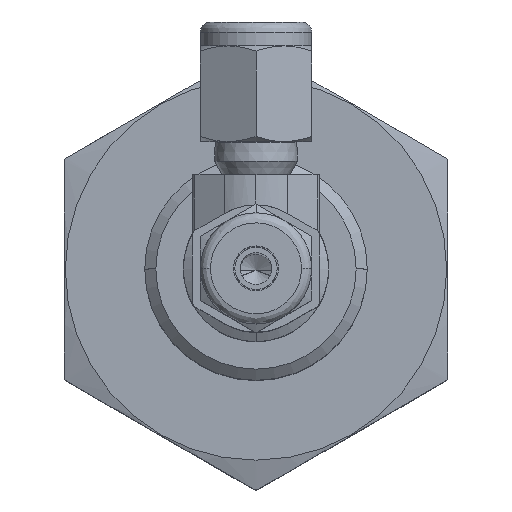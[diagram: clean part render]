
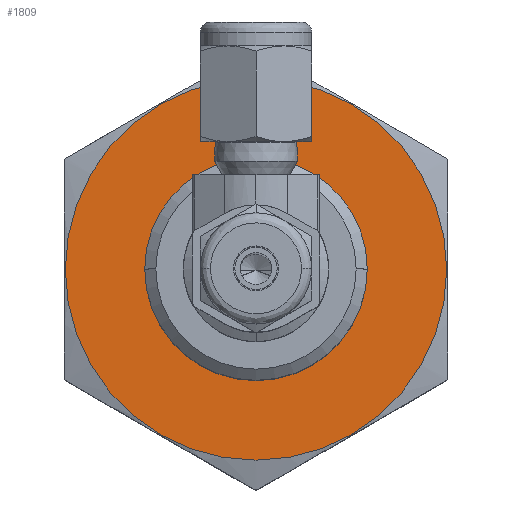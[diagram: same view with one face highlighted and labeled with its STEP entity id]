
A CAD part, top view. The second image highlights one B-rep face of the part: STEP entity #1809.
In plain terms, the highlighted planar face has unit normal (0, 0, 1).
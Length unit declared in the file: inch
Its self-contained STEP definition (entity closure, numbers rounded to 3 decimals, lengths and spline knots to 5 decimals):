
#1392 = VERTEX_POINT ( 'NONE', #2667 ) ;
#1393 = VERTEX_POINT ( 'NONE', #2666 ) ;
#1406 = VERTEX_POINT ( 'NONE', #2653 ) ;
#1410 = VERTEX_POINT ( 'NONE', #2649 ) ;
#1573 = FACE_OUTER_BOUND ( 'NONE', #3408, .T. ) ;
#1592 = FACE_BOUND ( 'NONE', #9083, .T. ) ;
#1809 = ADVANCED_FACE ( 'NONE', ( #1573, #1592 ), #2763, .T. ) ;
#2649 = CARTESIAN_POINT ( 'NONE',  ( -0.75, 0., 0.25 ) ) ;
#2653 = CARTESIAN_POINT ( 'NONE',  ( 0.75, 0., 0.25 ) ) ;
#2666 = CARTESIAN_POINT ( 'NONE',  ( -0.435, 0., 0.25 ) ) ;
#2667 = CARTESIAN_POINT ( 'NONE',  ( 0.435, 0., 0.25 ) ) ;
#2751 = DIRECTION ( 'NONE',  ( 0., 0., 1. ) ) ;
#2760 = CARTESIAN_POINT ( 'NONE',  ( 0., 0., 0.25 ) ) ;
#2763 = PLANE ( 'NONE',  #14232 ) ;
#3058 = DIRECTION ( 'NONE',  ( 1., 0., 0. ) ) ;
#3408 = EDGE_LOOP ( 'NONE', ( #10360, #10375 ) ) ;
#8281 = CIRCLE ( 'NONE', #9992, 0.75 ) ;
#8285 = CIRCLE ( 'NONE', #9994, 0.435 ) ;
#8302 = CIRCLE ( 'NONE', #9986, 0.435 ) ;
#8319 = CIRCLE ( 'NONE', #9975, 0.75 ) ;
#9083 = EDGE_LOOP ( 'NONE', ( #10369, #10384 ) ) ;
#9492 = DIRECTION ( 'NONE',  ( 0., 0., 1. ) ) ;
#9493 = DIRECTION ( 'NONE',  ( 1., 0., 0. ) ) ;
#9497 = CARTESIAN_POINT ( 'NONE',  ( 0., 0., 0.25 ) ) ;
#9530 = DIRECTION ( 'NONE',  ( -1., 0., 0. ) ) ;
#9531 = DIRECTION ( 'NONE',  ( 0., 0., -1. ) ) ;
#9533 = CARTESIAN_POINT ( 'NONE',  ( 0., 0., 0.25 ) ) ;
#9565 = DIRECTION ( 'NONE',  ( -1., 0., 0. ) ) ;
#9578 = DIRECTION ( 'NONE',  ( 0., 0., -1. ) ) ;
#9579 = CARTESIAN_POINT ( 'NONE',  ( 0., 0., 0.25 ) ) ;
#9585 = DIRECTION ( 'NONE',  ( 0., 0., 1. ) ) ;
#9586 = DIRECTION ( 'NONE',  ( 1., 0., 0. ) ) ;
#9589 = CARTESIAN_POINT ( 'NONE',  ( 0., 0., 0.25 ) ) ;
#9975 = AXIS2_PLACEMENT_3D ( 'NONE', #9533, #9531, #9530 ) ;
#9986 = AXIS2_PLACEMENT_3D ( 'NONE', #9497, #9492, #9493 ) ;
#9992 = AXIS2_PLACEMENT_3D ( 'NONE', #9579, #9578, #9565 ) ;
#9994 = AXIS2_PLACEMENT_3D ( 'NONE', #9589, #9585, #9586 ) ;
#10360 = ORIENTED_EDGE ( 'NONE', *, *, #16936, .F. ) ;
#10369 = ORIENTED_EDGE ( 'NONE', *, *, #16911, .F. ) ;
#10375 = ORIENTED_EDGE ( 'NONE', *, *, #16912, .F. ) ;
#10384 = ORIENTED_EDGE ( 'NONE', *, *, #16925, .F. ) ;
#14232 = AXIS2_PLACEMENT_3D ( 'NONE', #2760, #2751, #3058 ) ;
#16911 = EDGE_CURVE ( 'NONE', #1392, #1393, #8285, .T. ) ;
#16912 = EDGE_CURVE ( 'NONE', #1406, #1410, #8281, .T. ) ;
#16925 = EDGE_CURVE ( 'NONE', #1393, #1392, #8302, .T. ) ;
#16936 = EDGE_CURVE ( 'NONE', #1410, #1406, #8319, .T. ) ;
